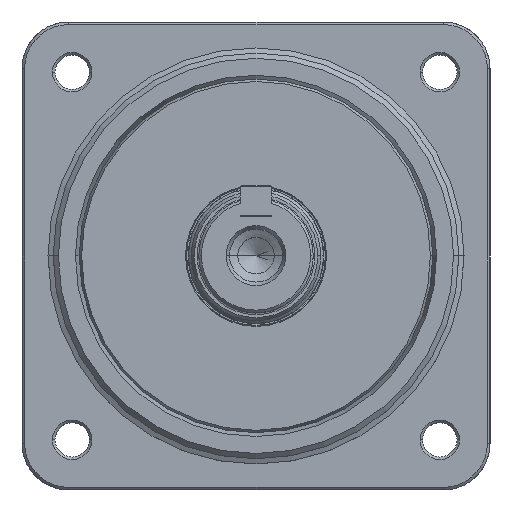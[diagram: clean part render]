
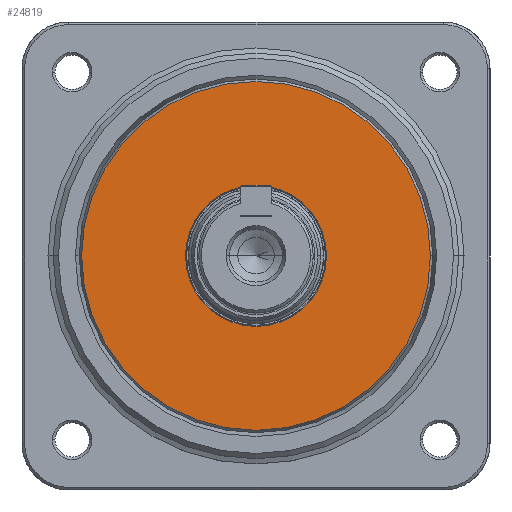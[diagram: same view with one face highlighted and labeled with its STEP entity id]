
A CAD part, top view. The second image highlights one B-rep face of the part: STEP entity #24819.
In plain terms, the highlighted planar face has unit normal (0, 0, 1).
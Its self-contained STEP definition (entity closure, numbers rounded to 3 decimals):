
#38 = DIRECTION ( 'NONE',  ( 0., 0., 1. ) ) ;
#1073 = CARTESIAN_POINT ( 'NONE',  ( 0., 0., 11. ) ) ;
#1675 = CARTESIAN_POINT ( 'NONE',  ( -13.553, 0., 11. ) ) ;
#2361 = ORIENTED_EDGE ( 'NONE', *, *, #14274, .T. ) ;
#2870 = ORIENTED_EDGE ( 'NONE', *, *, #9910, .T. ) ;
#4153 = CIRCLE ( 'NONE', #27758, 13.553 ) ;
#4335 = AXIS2_PLACEMENT_3D ( 'NONE', #1073, #18728, #28555 ) ;
#5044 = AXIS2_PLACEMENT_3D ( 'NONE', #7064, #19422, #16984 ) ;
#5136 = VERTEX_POINT ( 'NONE', #6325 ) ;
#6325 = CARTESIAN_POINT ( 'NONE',  ( -33.538, 0., 11. ) ) ;
#7064 = CARTESIAN_POINT ( 'NONE',  ( 0., 0., 11. ) ) ;
#7198 = FACE_BOUND ( 'NONE', #20355, .T. ) ;
#8152 = CARTESIAN_POINT ( 'NONE',  ( 0., 0., 11. ) ) ;
#8362 = CARTESIAN_POINT ( 'NONE',  ( 13.553, 0., 11. ) ) ;
#9910 = EDGE_CURVE ( 'NONE', #5136, #11263, #14773, .T. ) ;
#10509 = VERTEX_POINT ( 'NONE', #8362 ) ;
#11263 = VERTEX_POINT ( 'NONE', #29031 ) ;
#14274 = EDGE_CURVE ( 'NONE', #11263, #5136, #23433, .T. ) ;
#14773 = CIRCLE ( 'NONE', #5044, 33.538 ) ;
#14876 = FACE_OUTER_BOUND ( 'NONE', #19956, .T. ) ;
#15784 = DIRECTION ( 'NONE',  ( 0., 0., -1. ) ) ;
#16065 = EDGE_CURVE ( 'NONE', #10509, #23605, #4153, .T. ) ;
#16093 = ORIENTED_EDGE ( 'NONE', *, *, #24878, .T. ) ;
#16984 = DIRECTION ( 'NONE',  ( 1., 0., 0. ) ) ;
#18728 = DIRECTION ( 'NONE',  ( 0., 0., -1. ) ) ;
#19422 = DIRECTION ( 'NONE',  ( 0., 0., 1. ) ) ;
#19866 = DIRECTION ( 'NONE',  ( 1., 0., 0. ) ) ;
#19956 = EDGE_LOOP ( 'NONE', ( #2870, #2361 ) ) ;
#20355 = EDGE_LOOP ( 'NONE', ( #20981, #16093 ) ) ;
#20981 = ORIENTED_EDGE ( 'NONE', *, *, #16065, .T. ) ;
#22621 = DIRECTION ( 'NONE',  ( 0., 0., 1. ) ) ;
#23227 = DIRECTION ( 'NONE',  ( 1., 0., 0. ) ) ;
#23433 = CIRCLE ( 'NONE', #29106, 33.538 ) ;
#23605 = VERTEX_POINT ( 'NONE', #1675 ) ;
#24340 = AXIS2_PLACEMENT_3D ( 'NONE', #8152, #22621, #19866 ) ;
#24819 = ADVANCED_FACE ( 'NONE', ( #7198, #14876 ), #31777, .T. ) ;
#24878 = EDGE_CURVE ( 'NONE', #23605, #10509, #28986, .T. ) ;
#27758 = AXIS2_PLACEMENT_3D ( 'NONE', #30597, #15784, #23227 ) ;
#28555 = DIRECTION ( 'NONE',  ( 1., 0., 0. ) ) ;
#28840 = DIRECTION ( 'NONE',  ( 1., 0., 0. ) ) ;
#28986 = CIRCLE ( 'NONE', #4335, 13.553 ) ;
#29003 = CARTESIAN_POINT ( 'NONE',  ( 0., 0., 11. ) ) ;
#29031 = CARTESIAN_POINT ( 'NONE',  ( 33.538, 0., 11. ) ) ;
#29106 = AXIS2_PLACEMENT_3D ( 'NONE', #29003, #38, #28840 ) ;
#30597 = CARTESIAN_POINT ( 'NONE',  ( 0., 0., 11. ) ) ;
#31777 = PLANE ( 'NONE',  #24340 ) ;
